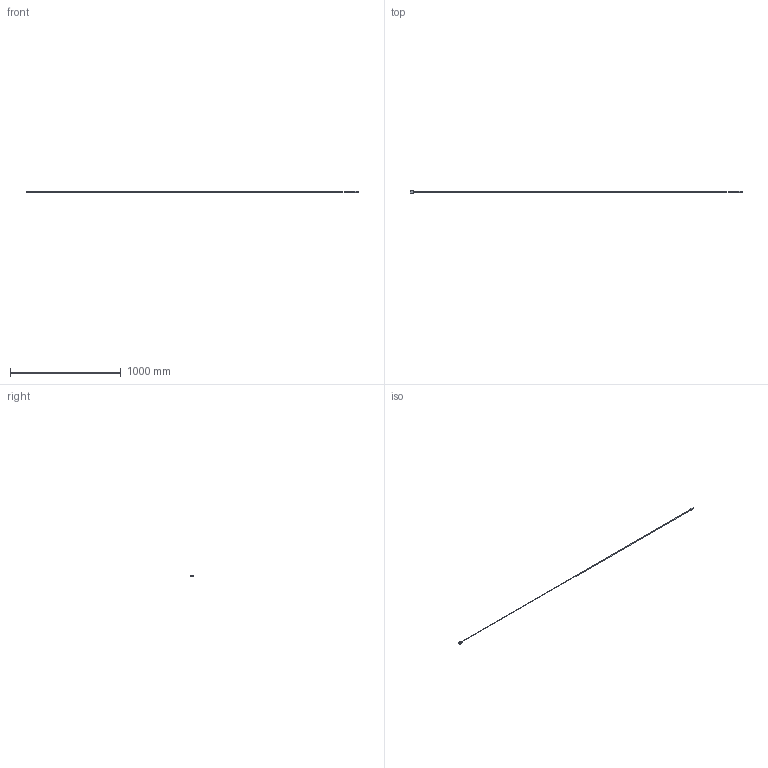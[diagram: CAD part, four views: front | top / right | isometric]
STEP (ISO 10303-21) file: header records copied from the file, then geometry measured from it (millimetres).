
FILE_DESCRIPTION( ( 'STEP AP214' ), '1' );
FILE_NAME( 'WJP0430H.step', '2018-08-20T06:40:49', ( ' ' ), ( ' ' ), 'XStep 1.0', ' ', ' ' );
FILE_SCHEMA( ( 'automotive_design' ) );
Length unit declared in the file: millimetre
Products named in the file (2): 1; 2
Bounding box: 3002.9 x 25.8 x 14 mm (x, y, z)
Volume: 54638.8 mm3; surface area: 45313.2 mm2
Topology: 2 solids, 2 shells, 237 faces, 610 edges, 372 vertices
Faces by surface type: cylinder 106, plane 89, torus 20, bspline 15, sphere 4, cone 2, extrusion 1
Full cylindrical faces by diameter (mm): 4.4 x1, 6 x1, 9.9 x1, 14 x1
Entity records: 11287 total; most frequent: CARTESIAN_POINT 3833, ORIENTED_EDGE 1158, DIRECTION 1145, EDGE_CURVE 579, AXIS2_PLACEMENT_3D 416, VERTEX_POINT 365, VECTOR 313, LINE 312
